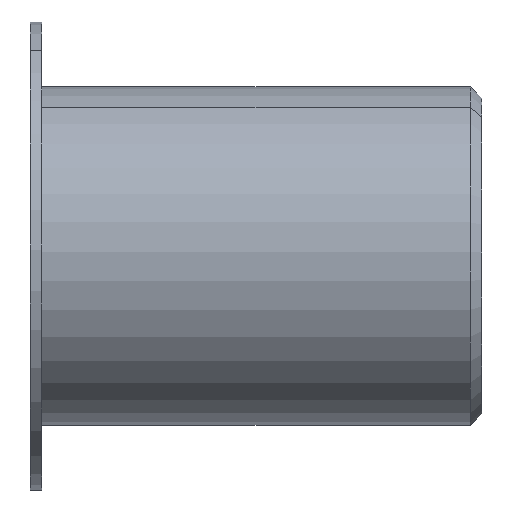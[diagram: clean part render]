
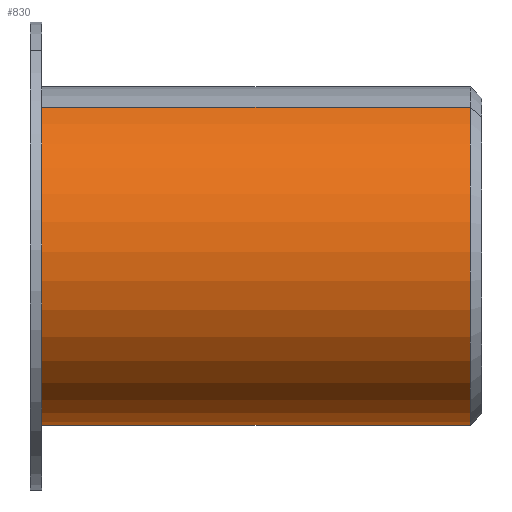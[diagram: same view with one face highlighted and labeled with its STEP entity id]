
A CAD part, top view. The second image highlights one B-rep face of the part: STEP entity #830.
In plain terms, the highlighted cylindrical face has radius 30 mm (diameter 60 mm), a partial arc.
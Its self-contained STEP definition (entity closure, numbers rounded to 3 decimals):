
#524=CARTESIAN_POINT('Axis2P3D Location',(208.,0.,0.)) ;
#528=CARTESIAN_POINT('Vertex',(208.,26.327,14.383)) ;
#530=CARTESIAN_POINT('Vertex',(208.,-26.327,-14.383)) ;
#788=CARTESIAN_POINT('Axis2P3D Location',(246.,0.,0.)) ;
#793=CARTESIAN_POINT('Line Origine',(247.,-26.327,-14.383)) ;
#797=CARTESIAN_POINT('Vertex',(284.,-26.327,-14.383)) ;
#800=CARTESIAN_POINT('Line Origine',(247.,26.327,14.383)) ;
#804=CARTESIAN_POINT('Vertex',(284.,26.327,14.383)) ;
#819=CARTESIAN_POINT('Axis2P3D Location',(284.,0.,0.)) ;
#525=DIRECTION('Axis2P3D Direction',(1.,0.,0.)) ;
#789=DIRECTION('Axis2P3D Direction',(1.,0.,0.)) ;
#790=DIRECTION('Axis2P3D XDirection',(0.,0.878,0.479)) ;
#794=DIRECTION('Vector Direction',(1.,0.,0.)) ;
#801=DIRECTION('Vector Direction',(1.,0.,0.)) ;
#820=DIRECTION('Axis2P3D Direction',(1.,0.,0.)) ;
#526=AXIS2_PLACEMENT_3D('Circle Axis2P3D',#524,#525,$) ;
#791=AXIS2_PLACEMENT_3D('Cylinder Axis2P3D',#788,#789,#790) ;
#821=AXIS2_PLACEMENT_3D('Circle Axis2P3D',#819,#820,$) ;
#825=ORIENTED_EDGE('',*,*,#806,.T.) ;
#826=ORIENTED_EDGE('',*,*,#532,.T.) ;
#827=ORIENTED_EDGE('',*,*,#799,.F.) ;
#828=ORIENTED_EDGE('',*,*,#823,.F.) ;
#795=VECTOR('Line Direction',#794,1.) ;
#802=VECTOR('Line Direction',#801,1.) ;
#830=ADVANCED_FACE('Corps principal',(#829),#792,.T.) ;
#527=CIRCLE('generated circle',#526,30.) ;
#822=CIRCLE('generated circle',#821,30.) ;
#792=CYLINDRICAL_SURFACE('generated cylinder',#791,30.) ;
#532=EDGE_CURVE('',#529,#531,#527,.T.) ;
#799=EDGE_CURVE('',#798,#531,#796,.F.) ;
#806=EDGE_CURVE('',#805,#529,#803,.F.) ;
#823=EDGE_CURVE('',#805,#798,#822,.T.) ;
#824=EDGE_LOOP('',(#825,#826,#827,#828)) ;
#829=FACE_OUTER_BOUND('',#824,.T.) ;
#796=LINE('Line',#793,#795) ;
#803=LINE('Line',#800,#802) ;
#529=VERTEX_POINT('',#528) ;
#531=VERTEX_POINT('',#530) ;
#798=VERTEX_POINT('',#797) ;
#805=VERTEX_POINT('',#804) ;
